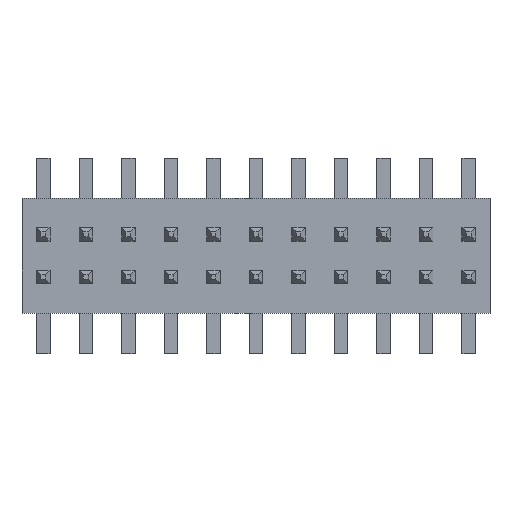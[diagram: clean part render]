
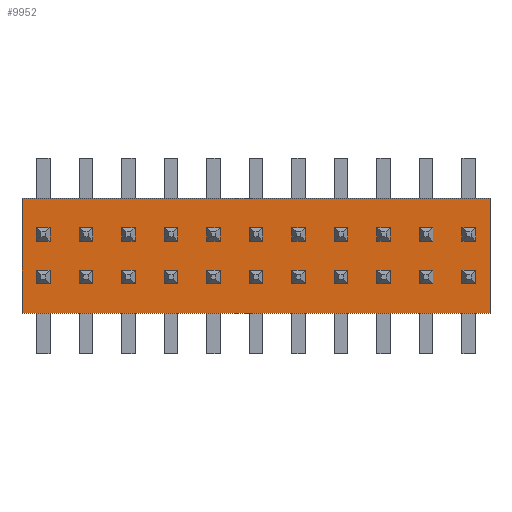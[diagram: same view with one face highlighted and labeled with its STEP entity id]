
A CAD part, top view. The second image highlights one B-rep face of the part: STEP entity #9952.
In plain terms, the highlighted face is planar.
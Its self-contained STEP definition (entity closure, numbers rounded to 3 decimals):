
#9820 = EDGE_CURVE('',#9821,#9823,#9825,.T.);
#9821 = VERTEX_POINT('',#9822);
#9822 = CARTESIAN_POINT('',(-6.985,1.753,-1.715));
#9823 = VERTEX_POINT('',#9824);
#9824 = CARTESIAN_POINT('',(-6.985,1.753,1.715));
#9825 = LINE('',#9826,#9827);
#9826 = CARTESIAN_POINT('',(-6.985,1.753,-1.715));
#9827 = VECTOR('',#9828,1.);
#9828 = DIRECTION('',(0.,0.,1.));
#9860 = EDGE_CURVE('',#9823,#9861,#9863,.T.);
#9861 = VERTEX_POINT('',#9862);
#9862 = CARTESIAN_POINT('',(6.985,1.753,1.715));
#9863 = LINE('',#9864,#9865);
#9864 = CARTESIAN_POINT('',(-6.985,1.753,1.715));
#9865 = VECTOR('',#9866,1.);
#9866 = DIRECTION('',(1.,0.,0.));
#9891 = EDGE_CURVE('',#9861,#9892,#9894,.T.);
#9892 = VERTEX_POINT('',#9893);
#9893 = CARTESIAN_POINT('',(6.985,1.753,-1.715));
#9894 = LINE('',#9895,#9896);
#9895 = CARTESIAN_POINT('',(6.985,1.753,1.715));
#9896 = VECTOR('',#9897,1.);
#9897 = DIRECTION('',(0.,0.,-1.));
#9922 = EDGE_CURVE('',#9892,#9821,#9923,.T.);
#9923 = LINE('',#9924,#9925);
#9924 = CARTESIAN_POINT('',(6.985,1.753,-1.715));
#9925 = VECTOR('',#9926,1.);
#9926 = DIRECTION('',(-1.,0.,0.));
#9952 = ADVANCED_FACE('',(#9953),#9959,.T.);
#9953 = FACE_BOUND('',#9954,.T.);
#9954 = EDGE_LOOP('',(#9955,#9956,#9957,#9958));
#9955 = ORIENTED_EDGE('',*,*,#9820,.T.);
#9956 = ORIENTED_EDGE('',*,*,#9860,.T.);
#9957 = ORIENTED_EDGE('',*,*,#9891,.T.);
#9958 = ORIENTED_EDGE('',*,*,#9922,.T.);
#9959 = PLANE('',#9960);
#9960 = AXIS2_PLACEMENT_3D('',#9961,#9962,#9963);
#9961 = CARTESIAN_POINT('',(0.,1.753,0.));
#9962 = DIRECTION('',(0.,1.,0.));
#9963 = DIRECTION('',(0.,-0.,1.));
